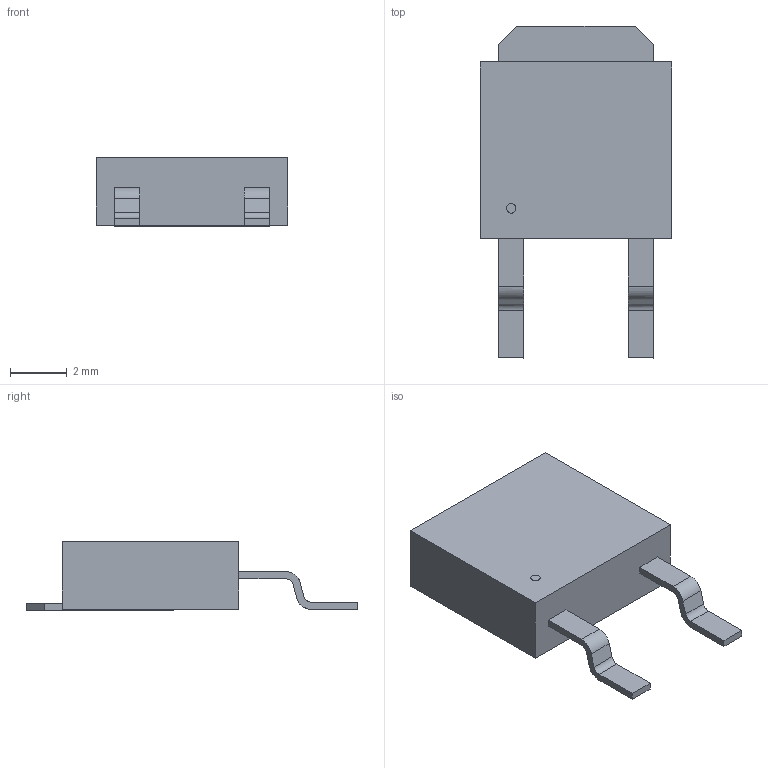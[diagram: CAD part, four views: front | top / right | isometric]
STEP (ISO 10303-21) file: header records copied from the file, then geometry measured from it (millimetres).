
FILE_DESCRIPTION (( 'STEP AP214' ), '1' );
FILE_NAME ('VS-6CWQ03FN-M3.STEP', '2024-06-22T10:38:37', ( '' ), ( '' ), 'SwSTEP 2.0', 'SolidWorks 2016', '' );
FILE_SCHEMA (( 'AUTOMOTIVE_DESIGN' ));
Length unit declared in the file: millimetre
Products named in the file (1): VS-6CWQ03FN-M3
Bounding box: 6.73 x 11.68 x 2.44 mm (x, y, z)
Volume: 104.8 mm3; surface area: 221.9 mm2
Topology: 5 solids, 5 shells, 54 faces, 132 edges, 88 vertices
Faces by surface type: plane 44, cylinder 10
Entity records: 1703 total; most frequent: CARTESIAN_POINT 397, ORIENTED_EDGE 264, DIRECTION 226, EDGE_CURVE 132, LINE 90, VECTOR 90, VERTEX_POINT 88, AXIS2_PLACEMENT_3D 68
